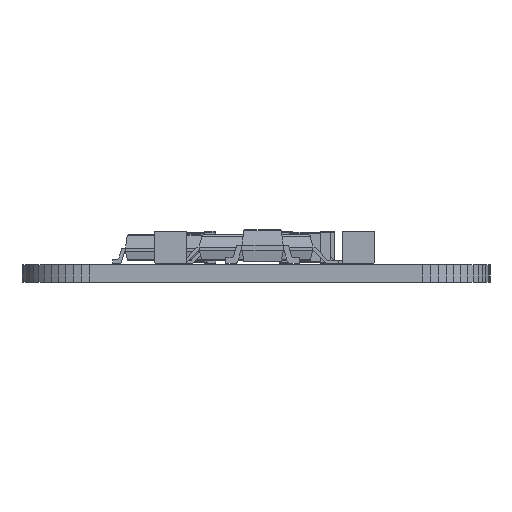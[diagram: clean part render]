
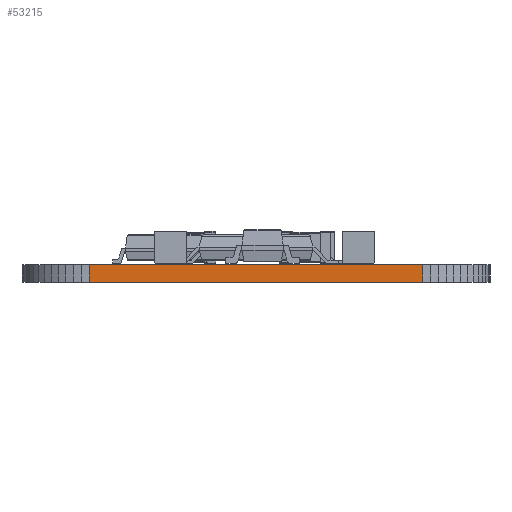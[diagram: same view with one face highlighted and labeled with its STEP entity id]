
A CAD part, front view. The second image highlights one B-rep face of the part: STEP entity #53215.
In plain terms, the highlighted planar face has unit normal (0, -1, 0).
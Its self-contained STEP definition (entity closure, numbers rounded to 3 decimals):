
#46374 = PLANE('',#46375);
#46375 = AXIS2_PLACEMENT_3D('',#46376,#46377,#46378);
#46376 = CARTESIAN_POINT('',(7.62,-24.13,0.68));
#46377 = DIRECTION('',(-0.,-0.,-1.));
#46378 = DIRECTION('',(-1.,0.,0.));
#46428 = PLANE('',#46429);
#46429 = AXIS2_PLACEMENT_3D('',#46430,#46431,#46432);
#46430 = CARTESIAN_POINT('',(7.62,-24.13,0.));
#46431 = DIRECTION('',(-0.,-0.,-1.));
#46432 = DIRECTION('',(-1.,0.,0.));
#47237 = VERTEX_POINT('',#47238);
#47238 = CARTESIAN_POINT('',(14.072,-50.874,0.));
#47252 = PLANE('',#47253);
#47253 = AXIS2_PLACEMENT_3D('',#47254,#47255,#47256);
#47254 = CARTESIAN_POINT('',(14.387,-50.855,0.));
#47255 = DIRECTION('',(0.06,-0.998,0.));
#47256 = DIRECTION('',(-0.998,-0.06,0.));
#47264 = EDGE_CURVE('',#47237,#47265,#47267,.T.);
#47265 = VERTEX_POINT('',#47266);
#47266 = CARTESIAN_POINT('',(1.168,-50.874,0.));
#47267 = SURFACE_CURVE('',#47268,(#47272,#47279),.PCURVE_S1.);
#47268 = LINE('',#47269,#47270);
#47269 = CARTESIAN_POINT('',(14.072,-50.874,0.));
#47270 = VECTOR('',#47271,1.);
#47271 = DIRECTION('',(-1.,0.,0.));
#47272 = PCURVE('',#46428,#47273);
#47273 = DEFINITIONAL_REPRESENTATION('',(#47274),#47278);
#47274 = LINE('',#47275,#47276);
#47275 = CARTESIAN_POINT('',(-6.452,-26.744));
#47276 = VECTOR('',#47277,1.);
#47277 = DIRECTION('',(1.,0.));
#47278 = ( GEOMETRIC_REPRESENTATION_CONTEXT(2) 
PARAMETRIC_REPRESENTATION_CONTEXT() REPRESENTATION_CONTEXT('2D SPACE',''
  ) );
#47279 = PCURVE('',#47280,#47285);
#47280 = PLANE('',#47281);
#47281 = AXIS2_PLACEMENT_3D('',#47282,#47283,#47284);
#47282 = CARTESIAN_POINT('',(14.072,-50.874,0.));
#47283 = DIRECTION('',(0.,-1.,0.));
#47284 = DIRECTION('',(-1.,0.,0.));
#47285 = DEFINITIONAL_REPRESENTATION('',(#47286),#47290);
#47286 = LINE('',#47287,#47288);
#47287 = CARTESIAN_POINT('',(0.,-0.));
#47288 = VECTOR('',#47289,1.);
#47289 = DIRECTION('',(1.,0.));
#47290 = ( GEOMETRIC_REPRESENTATION_CONTEXT(2) 
PARAMETRIC_REPRESENTATION_CONTEXT() REPRESENTATION_CONTEXT('2D SPACE',''
  ) );
#47308 = PLANE('',#47309);
#47309 = AXIS2_PLACEMENT_3D('',#47310,#47311,#47312);
#47310 = CARTESIAN_POINT('',(1.168,-50.874,0.));
#47311 = DIRECTION('',(-0.06,-0.998,0.));
#47312 = DIRECTION('',(-0.998,0.06,0.));
#50005 = VERTEX_POINT('',#50006);
#50006 = CARTESIAN_POINT('',(14.072,-50.874,0.68));
#50027 = EDGE_CURVE('',#50005,#50028,#50030,.T.);
#50028 = VERTEX_POINT('',#50029);
#50029 = CARTESIAN_POINT('',(1.168,-50.874,0.68));
#50030 = SURFACE_CURVE('',#50031,(#50035,#50042),.PCURVE_S1.);
#50031 = LINE('',#50032,#50033);
#50032 = CARTESIAN_POINT('',(14.072,-50.874,0.68));
#50033 = VECTOR('',#50034,1.);
#50034 = DIRECTION('',(-1.,0.,0.));
#50035 = PCURVE('',#46374,#50036);
#50036 = DEFINITIONAL_REPRESENTATION('',(#50037),#50041);
#50037 = LINE('',#50038,#50039);
#50038 = CARTESIAN_POINT('',(-6.452,-26.744));
#50039 = VECTOR('',#50040,1.);
#50040 = DIRECTION('',(1.,0.));
#50041 = ( GEOMETRIC_REPRESENTATION_CONTEXT(2) 
PARAMETRIC_REPRESENTATION_CONTEXT() REPRESENTATION_CONTEXT('2D SPACE',''
  ) );
#50042 = PCURVE('',#47280,#50043);
#50043 = DEFINITIONAL_REPRESENTATION('',(#50044),#50048);
#50044 = LINE('',#50045,#50046);
#50045 = CARTESIAN_POINT('',(0.,-0.68));
#50046 = VECTOR('',#50047,1.);
#50047 = DIRECTION('',(1.,0.));
#50048 = ( GEOMETRIC_REPRESENTATION_CONTEXT(2) 
PARAMETRIC_REPRESENTATION_CONTEXT() REPRESENTATION_CONTEXT('2D SPACE',''
  ) );
#53167 = EDGE_CURVE('',#47237,#50005,#53168,.T.);
#53168 = SURFACE_CURVE('',#53169,(#53173,#53180),.PCURVE_S1.);
#53169 = LINE('',#53170,#53171);
#53170 = CARTESIAN_POINT('',(14.072,-50.874,0.));
#53171 = VECTOR('',#53172,1.);
#53172 = DIRECTION('',(0.,0.,1.));
#53173 = PCURVE('',#47252,#53174);
#53174 = DEFINITIONAL_REPRESENTATION('',(#53175),#53179);
#53175 = LINE('',#53176,#53177);
#53176 = CARTESIAN_POINT('',(0.316,0.));
#53177 = VECTOR('',#53178,1.);
#53178 = DIRECTION('',(0.,-1.));
#53179 = ( GEOMETRIC_REPRESENTATION_CONTEXT(2) 
PARAMETRIC_REPRESENTATION_CONTEXT() REPRESENTATION_CONTEXT('2D SPACE',''
  ) );
#53180 = PCURVE('',#47280,#53181);
#53181 = DEFINITIONAL_REPRESENTATION('',(#53182),#53186);
#53182 = LINE('',#53183,#53184);
#53183 = CARTESIAN_POINT('',(0.,-0.));
#53184 = VECTOR('',#53185,1.);
#53185 = DIRECTION('',(0.,-1.));
#53186 = ( GEOMETRIC_REPRESENTATION_CONTEXT(2) 
PARAMETRIC_REPRESENTATION_CONTEXT() REPRESENTATION_CONTEXT('2D SPACE',''
  ) );
#53215 = ADVANCED_FACE('',(#53216),#47280,.T.);
#53216 = FACE_BOUND('',#53217,.T.);
#53217 = EDGE_LOOP('',(#53218,#53219,#53220,#53241));
#53218 = ORIENTED_EDGE('',*,*,#53167,.T.);
#53219 = ORIENTED_EDGE('',*,*,#50027,.T.);
#53220 = ORIENTED_EDGE('',*,*,#53221,.F.);
#53221 = EDGE_CURVE('',#47265,#50028,#53222,.T.);
#53222 = SURFACE_CURVE('',#53223,(#53227,#53234),.PCURVE_S1.);
#53223 = LINE('',#53224,#53225);
#53224 = CARTESIAN_POINT('',(1.168,-50.874,0.));
#53225 = VECTOR('',#53226,1.);
#53226 = DIRECTION('',(0.,0.,1.));
#53227 = PCURVE('',#47280,#53228);
#53228 = DEFINITIONAL_REPRESENTATION('',(#53229),#53233);
#53229 = LINE('',#53230,#53231);
#53230 = CARTESIAN_POINT('',(12.903,0.));
#53231 = VECTOR('',#53232,1.);
#53232 = DIRECTION('',(0.,-1.));
#53233 = ( GEOMETRIC_REPRESENTATION_CONTEXT(2) 
PARAMETRIC_REPRESENTATION_CONTEXT() REPRESENTATION_CONTEXT('2D SPACE',''
  ) );
#53234 = PCURVE('',#47308,#53235);
#53235 = DEFINITIONAL_REPRESENTATION('',(#53236),#53240);
#53236 = LINE('',#53237,#53238);
#53237 = CARTESIAN_POINT('',(0.,0.));
#53238 = VECTOR('',#53239,1.);
#53239 = DIRECTION('',(0.,-1.));
#53240 = ( GEOMETRIC_REPRESENTATION_CONTEXT(2) 
PARAMETRIC_REPRESENTATION_CONTEXT() REPRESENTATION_CONTEXT('2D SPACE',''
  ) );
#53241 = ORIENTED_EDGE('',*,*,#47264,.F.);
